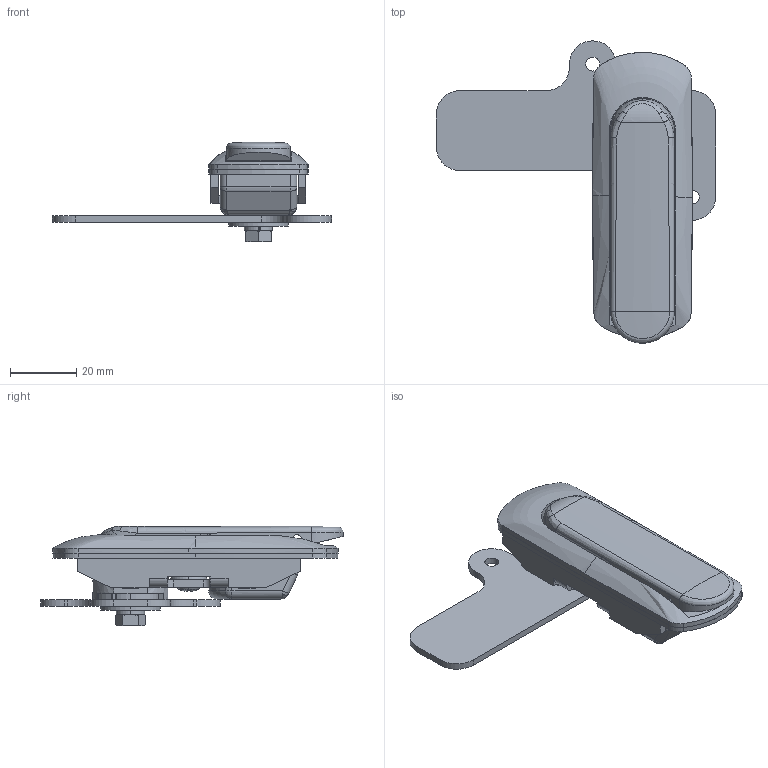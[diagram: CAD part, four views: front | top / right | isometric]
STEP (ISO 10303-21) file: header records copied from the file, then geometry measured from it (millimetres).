
FILE_DESCRIPTION (( 'STEP AP203' ), '1' );
FILE_NAME ('A-1464-3-2.STEP', '2021-06-22T06:29:14', ( '' ), ( '' ), 'SwSTEP 2.0', 'SolidWorks 2018', '' );
FILE_SCHEMA (( 'CONFIG_CONTROL_DESIGN' ));
Length unit declared in the file: millimetre
Products named in the file (12): A-1464-3-2_cross-recessed head machine screw_ver1.05__M4x10十字穴付なべ小ねじ(SUS)SWシングルセムス(P2); A-1464-3-2_washer_ver1.03__M5平ワッシャー(SUS)φ18×t1.0特寸; A-1464-3-2_hex head bolt_ver1.06__M5x10十字穴付六角ボルト(SUS)SWシングルセムス(P2); A-1464-3-2; A-1464-3-2_shaft pin_; A-1464-3-2_fixing plate_; A-1464-3-2_packing_; A-1464-3-2_stopper_; A-1464-3-2_stopper plate_; A-1464-3-2_handle_; A-1464-3-2_body_; A-1464-3-2_shaft_
Assembly tree (11 placements, depth 2):
  A-1464-3-2
    A-1464-3-2_body_
    A-1464-3-2_handle_
    A-1464-3-2_shaft_
    A-1464-3-2_stopper_
    A-1464-3-2_shaft pin_
    A-1464-3-2_packing_
    A-1464-3-2_hex head bolt_ver1.06__M5x10十字穴付六角ボルト(SUS)SWシングルセムス(P2)
    A-1464-3-2_fixing plate_
    A-1464-3-2_cross-recessed head machine screw_ver1.05__M4x10十字穴付なべ小ねじ(SUS)SWシングルセムス(P2)
    A-1464-3-2_stopper plate_
    A-1464-3-2_washer_ver1.03__M5平ワッシャー(SUS)φ18×t1.0特寸
Bounding box: 84 x 90.99 x 30.08 mm (x, y, z)
Volume: 35591.6 mm3; surface area: 29708.8 mm2
Topology: 11 solids, 11 shells, 536 faces, 1394 edges, 875 vertices
Faces by surface type: plane 242, cylinder 179, bspline 33, cone 32, sphere 27, torus 23
Entity records: 20278 total; most frequent: CARTESIAN_POINT 6082, ORIENTED_EDGE 2756, DIRECTION 2699, EDGE_CURVE 1378, AXIS2_PLACEMENT_3D 1003, VERTEX_POINT 873, LINE 693, VECTOR 693
